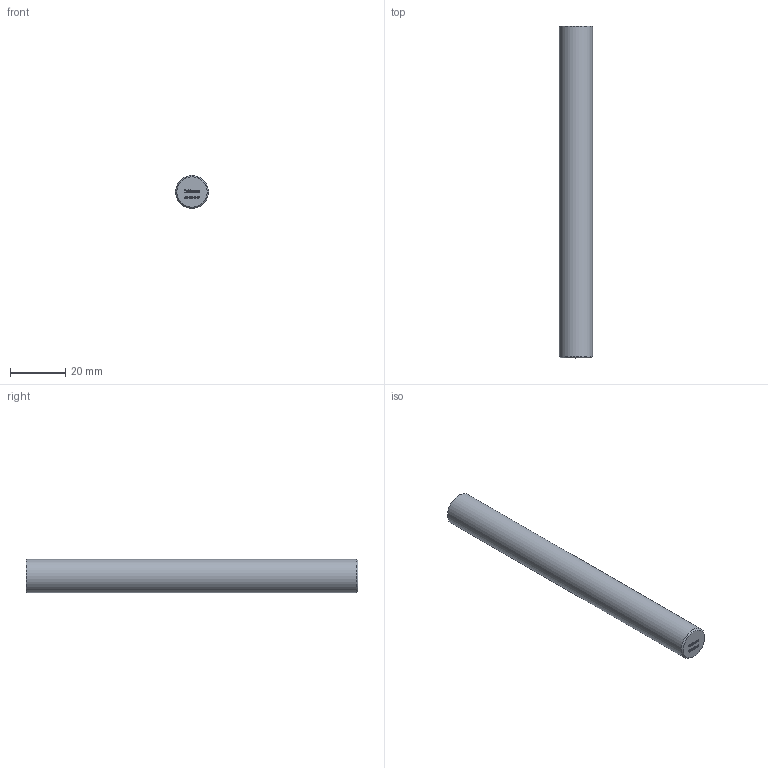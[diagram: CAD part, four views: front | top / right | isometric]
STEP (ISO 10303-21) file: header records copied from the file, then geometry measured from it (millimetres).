
FILE_DESCRIPTION (( 'STEP AP203' ), '1' );
FILE_NAME ('50475-240.STEP', '2020-03-23T13:20:02', ( '' ), ( '' ), 'SwSTEP 2.0', 'SolidWorks 2015', '' );
FILE_SCHEMA (( 'CONFIG_CONTROL_DESIGN' ));
Length unit declared in the file: millimetre
Products named in the file (2): 50475-240
Bounding box: 12 x 120 x 12 mm (x, y, z)
Volume: 13143.9 mm3; surface area: 4983.2 mm2
Topology: 1 solids, 1 shells, 227 faces, 600 edges, 399 vertices
Faces by surface type: plane 134, bspline 88, cone 3, cylinder 2
Full cylindrical faces by diameter (mm): 5 x1, 12 x1
Entity records: 12053 total; most frequent: CARTESIAN_POINT 6893, ORIENTED_EDGE 1188, DIRECTION 706, EDGE_CURVE 594, VECTOR 412, LINE 412, VERTEX_POINT 398, EDGE_LOOP 256
